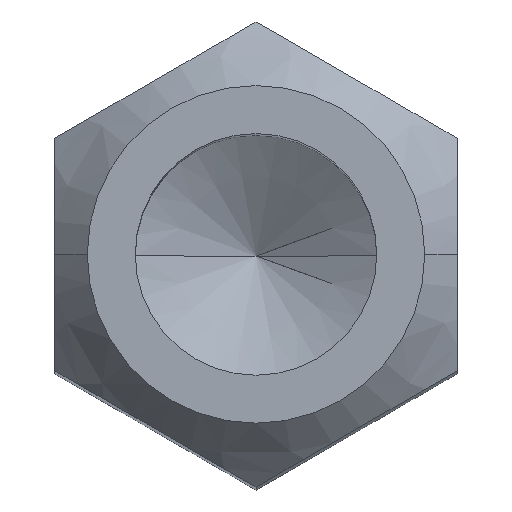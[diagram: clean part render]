
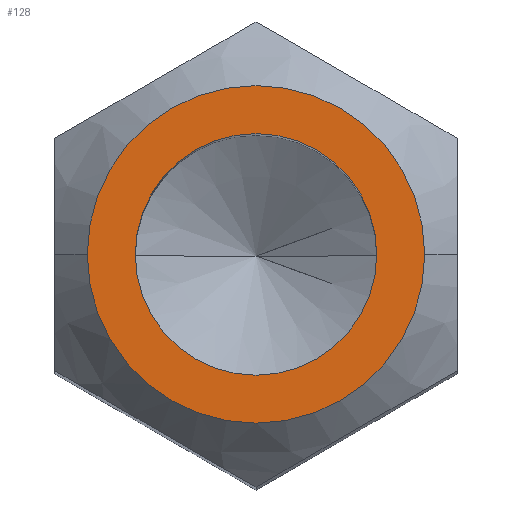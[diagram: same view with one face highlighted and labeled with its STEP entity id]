
A CAD part, top view. The second image highlights one B-rep face of the part: STEP entity #128.
In plain terms, the highlighted planar face has unit normal (0, 0, 1).
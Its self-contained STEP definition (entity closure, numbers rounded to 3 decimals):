
#20 = CARTESIAN_POINT ( 'NONE',  ( 1.65, 0., 12.5 ) ) ;
#35 = CARTESIAN_POINT ( 'NONE',  ( -2.305, 0., 12.5 ) ) ;
#44 = AXIS2_PLACEMENT_3D ( 'NONE', #675, #318, #735 ) ;
#50 = EDGE_CURVE ( 'NONE', #217, #651, #536, .T. ) ;
#52 = ORIENTED_EDGE ( 'NONE', *, *, #310, .F. ) ;
#63 = CIRCLE ( 'NONE', #241, 2.305 ) ;
#76 = CARTESIAN_POINT ( 'NONE',  ( -1.65, 0., 12.5 ) ) ;
#128 = ADVANCED_FACE ( 'NONE', ( #175, #316 ), #305, .T. ) ;
#132 = CIRCLE ( 'NONE', #585, 1.65 ) ;
#137 = CARTESIAN_POINT ( 'NONE',  ( 2.305, 0., 12.5 ) ) ;
#152 = CARTESIAN_POINT ( 'NONE',  ( 0., 0., 12.5 ) ) ;
#175 = FACE_OUTER_BOUND ( 'NONE', #641, .T. ) ;
#179 = ORIENTED_EDGE ( 'NONE', *, *, #210, .F. ) ;
#210 = EDGE_CURVE ( 'NONE', #662, #540, #734, .T. ) ;
#217 = VERTEX_POINT ( 'NONE', #76 ) ;
#220 = DIRECTION ( 'NONE',  ( 1., 0., 0. ) ) ;
#241 = AXIS2_PLACEMENT_3D ( 'NONE', #152, #573, #220 ) ;
#261 = ORIENTED_EDGE ( 'NONE', *, *, #50, .F. ) ;
#305 = PLANE ( 'NONE',  #609 ) ;
#310 = EDGE_CURVE ( 'NONE', #540, #662, #63, .T. ) ;
#316 = FACE_BOUND ( 'NONE', #719, .T. ) ;
#318 = DIRECTION ( 'NONE',  ( 0., 0., -1. ) ) ;
#338 = DIRECTION ( 'NONE',  ( 0., 0., 1. ) ) ;
#343 = AXIS2_PLACEMENT_3D ( 'NONE', #358, #771, #414 ) ;
#358 = CARTESIAN_POINT ( 'NONE',  ( 0., 0., 12.5 ) ) ;
#365 = CARTESIAN_POINT ( 'NONE',  ( 0., 0., 12.5 ) ) ;
#367 = DIRECTION ( 'NONE',  ( 1., 0., 0. ) ) ;
#414 = DIRECTION ( 'NONE',  ( 1., 0., 0. ) ) ;
#420 = ORIENTED_EDGE ( 'NONE', *, *, #550, .F. ) ;
#536 = CIRCLE ( 'NONE', #343, 1.65 ) ;
#540 = VERTEX_POINT ( 'NONE', #35 ) ;
#550 = EDGE_CURVE ( 'NONE', #651, #217, #132, .T. ) ;
#573 = DIRECTION ( 'NONE',  ( 0., 0., -1. ) ) ;
#585 = AXIS2_PLACEMENT_3D ( 'NONE', #700, #338, #753 ) ;
#609 = AXIS2_PLACEMENT_3D ( 'NONE', #365, #722, #367 ) ;
#641 = EDGE_LOOP ( 'NONE', ( #179, #52 ) ) ;
#651 = VERTEX_POINT ( 'NONE', #20 ) ;
#662 = VERTEX_POINT ( 'NONE', #137 ) ;
#675 = CARTESIAN_POINT ( 'NONE',  ( 0., 0., 12.5 ) ) ;
#700 = CARTESIAN_POINT ( 'NONE',  ( 0., 0., 12.5 ) ) ;
#719 = EDGE_LOOP ( 'NONE', ( #420, #261 ) ) ;
#722 = DIRECTION ( 'NONE',  ( 0., 0., 1. ) ) ;
#734 = CIRCLE ( 'NONE', #44, 2.305 ) ;
#735 = DIRECTION ( 'NONE',  ( 1., 0., 0. ) ) ;
#753 = DIRECTION ( 'NONE',  ( 1., 0., 0. ) ) ;
#771 = DIRECTION ( 'NONE',  ( 0., 0., 1. ) ) ;
